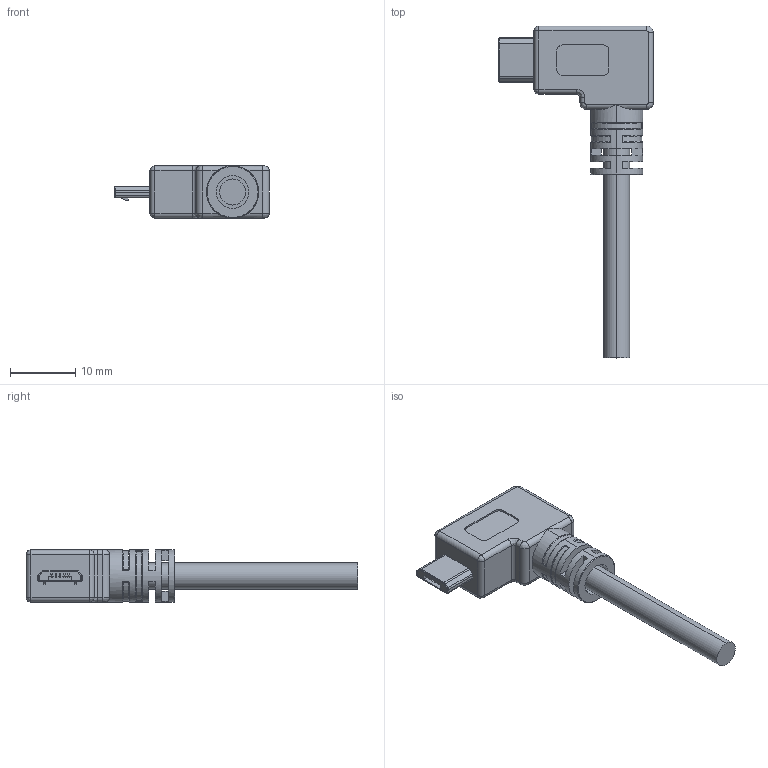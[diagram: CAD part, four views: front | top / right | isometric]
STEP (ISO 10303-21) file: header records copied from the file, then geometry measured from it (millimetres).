
FILE_DESCRIPTION (( 'STEP AP214' ), '1' );
FILE_NAME ('USB_micro_coudé.STEP', '2014-07-29T16:20:51', ( 'Home' ), ( '' ), 'SwSTEP 2.0', 'SolidWorks 2013', '' );
FILE_SCHEMA (( 'AUTOMOTIVE_DESIGN' ));
Length unit declared in the file: inch
Products named in the file (1): USB_micro_coudé
Bounding box: 23.7 x 50.9 x 8 mm (x, y, z)
Volume: 2481.7 mm3; surface area: 2009.6 mm2
Topology: 1 solids, 1 shells, 340 faces, 902 edges, 570 vertices
Faces by surface type: plane 170, cylinder 120, bspline 44, cone 6
Entity records: 16070 total; most frequent: CARTESIAN_POINT 3268, ORIENTED_EDGE 1800, DIRECTION 1703, EDGE_CURVE 900, AXIS2_PLACEMENT_3D 571, VERTEX_POINT 570, VECTOR 561, LINE 561
